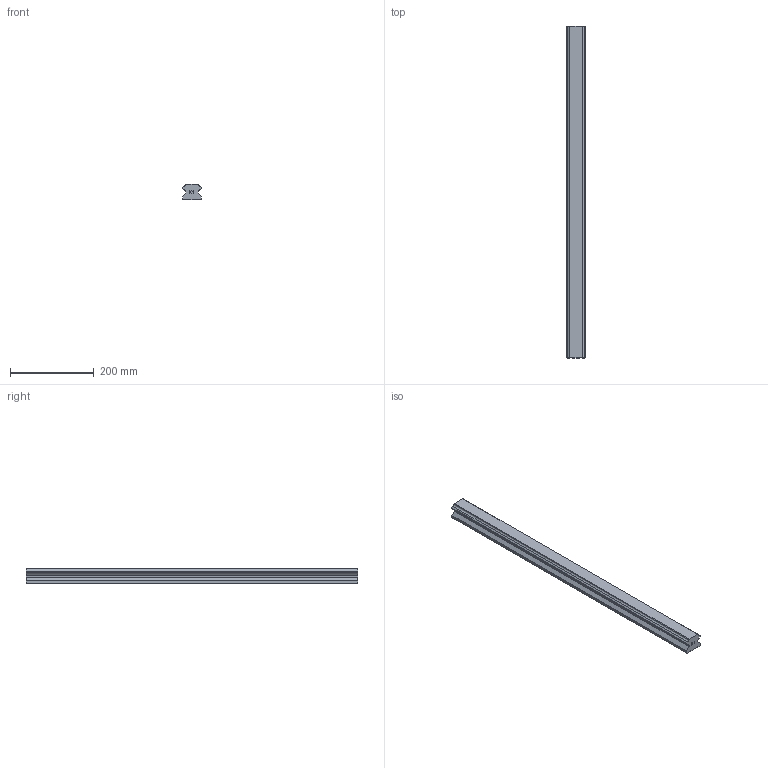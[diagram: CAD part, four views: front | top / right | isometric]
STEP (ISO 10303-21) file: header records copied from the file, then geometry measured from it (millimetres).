
FILE_DESCRIPTION(('STEP AP214'),'1');
FILE_NAME('cctmp_C82391F2-69BF-47D5-A0EA-3A53CB3EFF96_2021_02_01_10_53_17_0102..stp','2021-02-01T09:53:17',('HIWIN GmbH'),('CADClick - www.CADClick.com'),'Spatial InterOp 3D',' ','unknown authorization');
FILE_SCHEMA(('AUTOMOTIVE_DESIGN'));
Length unit declared in the file: millimetre
Products named in the file (1): HGR45T795C_FILE
Bounding box: 45 x 795 x 38 mm (x, y, z)
Volume: 1112398.6 mm3; surface area: 146441.8 mm2
Topology: 1 solids, 1 shells, 129 faces, 353 edges, 222 vertices
Faces by surface type: plane 93, cylinder 20, cone 16
Entity records: 4963 total; most frequent: CARTESIAN_POINT 689, ORIENTED_EDGE 674, DIRECTION 637, EDGE_CURVE 337, LINE 297, VECTOR 297, VERTEX_POINT 222, AXIS2_PLACEMENT_3D 170
